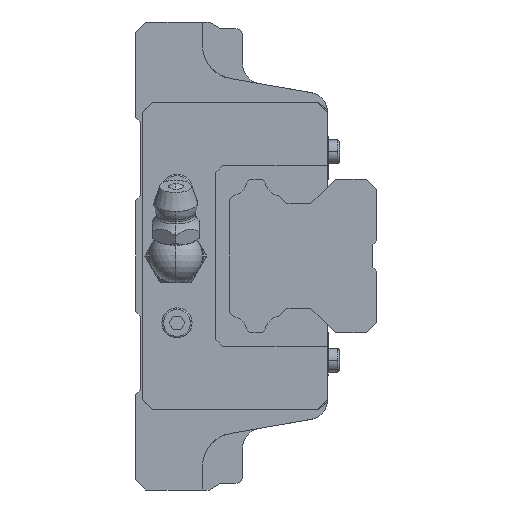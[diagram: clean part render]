
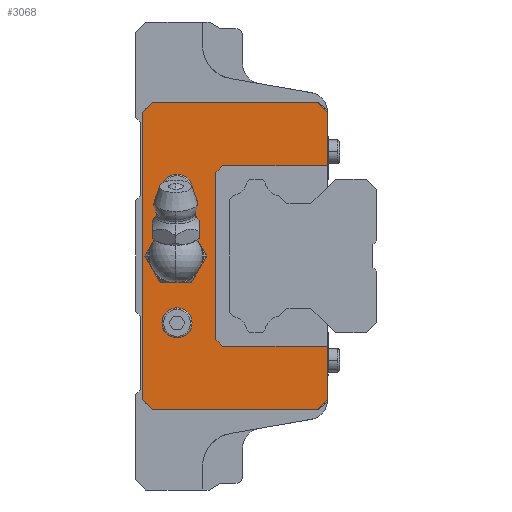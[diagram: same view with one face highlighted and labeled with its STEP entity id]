
A CAD part, left-side view. The second image highlights one B-rep face of the part: STEP entity #3068.
In plain terms, the highlighted planar face has unit normal (-1, 0, 0).
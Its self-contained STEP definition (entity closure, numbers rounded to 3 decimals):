
#2084 = VERTEX_POINT( '', #5989 );
#2442 = EDGE_CURVE( '', #4678, #5304, #6381, .T. );
#2558 = VERTEX_POINT( '', #6511 );
#2568 = EDGE_CURVE( '', #5660, #3990, #6522, .T. );
#2586 = EDGE_CURVE( '', #4238, #3846, #6541, .T. );
#2594 = EDGE_CURVE( '', #3846, #5322, #6550, .T. );
#2606 = EDGE_CURVE( '', #5752, #5660, #6562, .T. );
#2742 = EDGE_CURVE( '', #4388, #3498, #6714, .T. );
#2750 = EDGE_CURVE( '', #4016, #4678, #6723, .T. );
#2902 = EDGE_CURVE( '', #4260, #4990, #6891, .T. );
#3068 = ADVANCED_FACE( '', ( #7078, #7079, #7080, #7081 ), #7082, .F. );
#3240 = EDGE_CURVE( '', #3974, #4084, #7267, .T. );
#3354 = EDGE_CURVE( '', #4200, #4744, #7393, .T. );
#3380 = EDGE_CURVE( '', #4744, #4200, #7423, .T. );
#3498 = VERTEX_POINT( '', #7549 );
#3708 = EDGE_CURVE( '', #4084, #3974, #7779, .T. );
#3846 = VERTEX_POINT( '', #7930 );
#3928 = VERTEX_POINT( '', #8020 );
#3940 = EDGE_CURVE( '', #2558, #2084, #8033, .T. );
#3974 = VERTEX_POINT( '', #8069 );
#3990 = VERTEX_POINT( '', #8086 );
#4016 = VERTEX_POINT( '', #8113 );
#4084 = VERTEX_POINT( '', #8189 );
#4140 = EDGE_CURVE( '', #3990, #3928, #8246, .T. );
#4200 = VERTEX_POINT( '', #8311 );
#4214 = EDGE_CURVE( '', #5304, #2558, #8327, .T. );
#4238 = VERTEX_POINT( '', #8353 );
#4260 = VERTEX_POINT( '', #8376 );
#4388 = VERTEX_POINT( '', #8512 );
#4678 = VERTEX_POINT( '', #8831 );
#4744 = VERTEX_POINT( '', #8905 );
#4834 = EDGE_CURVE( '', #4990, #4238, #9007, .T. );
#4844 = EDGE_CURVE( '', #4016, #4260, #9018, .T. );
#4910 = EDGE_CURVE( '', #3498, #4388, #9089, .T. );
#4990 = VERTEX_POINT( '', #9177 );
#5150 = EDGE_CURVE( '', #5322, #5752, #9357, .T. );
#5264 = EDGE_CURVE( '', #2084, #3928, #9479, .T. );
#5304 = VERTEX_POINT( '', #9525 );
#5322 = VERTEX_POINT( '', #9543 );
#5660 = VERTEX_POINT( '', #9914 );
#5752 = VERTEX_POINT( '', #10015 );
#5989 = CARTESIAN_POINT( '', ( 50.45, 23., 13.5 ) );
#6381 = LINE( '', #10897, #10898 );
#6511 = CARTESIAN_POINT( '', ( 50.45, 24., 12.5 ) );
#6522 = LINE( '', #11119, #11120 );
#6541 = LINE( '', #11147, #11148 );
#6550 = LINE( '', #11159, #11160 );
#6562 = LINE( '', #11180, #11181 );
#6714 = CIRCLE( '', #11404, 2.25 );
#6723 = LINE( '', #11416, #11417 );
#6891 = LINE( '', #11649, #11650 );
#7078 = FACE_BOUND( '', #11912, .T. );
#7079 = FACE_BOUND( '', #11913, .T. );
#7080 = FACE_BOUND( '', #11914, .T. );
#7081 = FACE_OUTER_BOUND( '', #11915, .T. );
#7082 = PLANE( '', #11916 );
#7267 = CIRCLE( '', #12175, 2.25 );
#7393 = CIRCLE( '', #12349, 3. );
#7423 = CIRCLE( '', #12387, 3. );
#7549 = CARTESIAN_POINT( '', ( 50.45, 27.567, 10. ) );
#7779 = CIRCLE( '', #12918, 2.25 );
#7930 = CARTESIAN_POINT( '', ( 50.45, 35., -21.5 ) );
#8020 = CARTESIAN_POINT( '', ( 50.45, 7.317, 13.5 ) );
#8033 = LINE( '', #13306, #13307 );
#8069 = CARTESIAN_POINT( '', ( 50.45, 32.067, -10. ) );
#8086 = CARTESIAN_POINT( '', ( 50.45, 7.317, 21.5 ) );
#8113 = CARTESIAN_POINT( '', ( 50.45, 7.317, -13.5 ) );
#8189 = CARTESIAN_POINT( '', ( 50.45, 27.567, -10. ) );
#8246 = LINE( '', #13679, #13680 );
#8311 = CARTESIAN_POINT( '', ( 50.45, 27., 0. ) );
#8327 = LINE( '', #13775, #13776 );
#8353 = CARTESIAN_POINT( '', ( 50.45, 33.5, -23. ) );
#8376 = CARTESIAN_POINT( '', ( 50.45, 7.317, -21.5 ) );
#8512 = CARTESIAN_POINT( '', ( 50.45, 32.067, 10. ) );
#8831 = CARTESIAN_POINT( '', ( 50.45, 23., -13.5 ) );
#8905 = CARTESIAN_POINT( '', ( 50.45, 33., 0. ) );
#9007 = LINE( '', #14856, #14857 );
#9018 = LINE( '', #14871, #14872 );
#9089 = CIRCLE( '', #14974, 2.25 );
#9177 = CARTESIAN_POINT( '', ( 50.45, 8.817, -23. ) );
#9357 = LINE( '', #15342, #15343 );
#9479 = LINE( '', #15544, #15545 );
#9525 = CARTESIAN_POINT( '', ( 50.45, 24., -12.5 ) );
#9543 = CARTESIAN_POINT( '', ( 50.45, 35., 21.5 ) );
#9914 = CARTESIAN_POINT( '', ( 50.45, 8.817, 23. ) );
#10015 = CARTESIAN_POINT( '', ( 50.45, 33.5, 23. ) );
#10897 = CARTESIAN_POINT( '', ( 50.45, 22., -14.5 ) );
#10898 = VECTOR( '', #17117, 1. );
#11119 = CARTESIAN_POINT( '', ( 50.45, 2.238, 16.421 ) );
#11120 = VECTOR( '', #17282, 1. );
#11147 = CARTESIAN_POINT( '', ( 50.45, 33., -23.5 ) );
#11148 = VECTOR( '', #17298, 1. );
#11159 = CARTESIAN_POINT( '', ( 50.45, 35., 10.75 ) );
#11160 = VECTOR( '', #17310, 1. );
#11180 = CARTESIAN_POINT( '', ( 50.45, 7.059, 23. ) );
#11181 = VECTOR( '', #17317, 1. );
#11404 = AXIS2_PLACEMENT_3D( '', #17510, #17511, #17512 );
#11416 = CARTESIAN_POINT( '', ( 50.45, 6.409, -13.5 ) );
#11417 = VECTOR( '', #17523, 1. );
#11649 = CARTESIAN_POINT( '', ( 50.45, 1.488, -15.671 ) );
#11650 = VECTOR( '', #17691, 1. );
#11912 = EDGE_LOOP( '', ( #17920, #17921 ) );
#11913 = EDGE_LOOP( '', ( #17922, #17923 ) );
#11914 = EDGE_LOOP( '', ( #17924, #17925 ) );
#11915 = EDGE_LOOP( '', ( #17926, #17927, #17928, #17929, #17930, #17931, #17932, #17933, #17934, #17935, #17936, #17937, #17938, #17939 ) );
#11916 = AXIS2_PLACEMENT_3D( '', #17940, #17941, #17942 );
#12175 = AXIS2_PLACEMENT_3D( '', #18117, #18118, #18119 );
#12349 = AXIS2_PLACEMENT_3D( '', #18276, #18277, #18278 );
#12387 = AXIS2_PLACEMENT_3D( '', #18317, #18318, #18319 );
#12918 = AXIS2_PLACEMENT_3D( '', #18708, #18709, #18710 );
#13306 = CARTESIAN_POINT( '', ( 50.45, 22.5, 14. ) );
#13307 = VECTOR( '', #18977, 1. );
#13679 = CARTESIAN_POINT( '', ( 50.45, 7.317, -8.9 ) );
#13680 = VECTOR( '', #19148, 1. );
#13775 = CARTESIAN_POINT( '', ( 50.45, 24., -6.25 ) );
#13776 = VECTOR( '', #19232, 1. );
#14856 = CARTESIAN_POINT( '', ( 50.45, 19.5, -23. ) );
#14857 = VECTOR( '', #19996, 1. );
#14871 = CARTESIAN_POINT( '', ( 50.45, 7.317, -8.9 ) );
#14872 = VECTOR( '', #20007, 1. );
#14974 = AXIS2_PLACEMENT_3D( '', #20074, #20075, #20076 );
#15342 = CARTESIAN_POINT( '', ( 50.45, 32.25, 24.25 ) );
#15343 = VECTOR( '', #20383, 1. );
#15544 = CARTESIAN_POINT( '', ( 50.45, 14.25, 13.5 ) );
#15545 = VECTOR( '', #20555, 1. );
#17117 = DIRECTION( '', ( 0., 0.707, 0.707 ) );
#17282 = DIRECTION( '', ( 0., -0.707, -0.707 ) );
#17298 = DIRECTION( '', ( 0., 0.707, 0.707 ) );
#17310 = DIRECTION( '', ( 0., 0., 1. ) );
#17317 = DIRECTION( '', ( 0., -1., 0. ) );
#17510 = CARTESIAN_POINT( '', ( 50.45, 29.817, 10. ) );
#17511 = DIRECTION( '', ( 1., 0., 0. ) );
#17512 = DIRECTION( '', ( 0., 1., 0. ) );
#17523 = DIRECTION( '', ( 0., 1., 0. ) );
#17691 = DIRECTION( '', ( 0., 0.707, -0.707 ) );
#17920 = ORIENTED_EDGE( '', *, *, #3380, .T. );
#17921 = ORIENTED_EDGE( '', *, *, #3354, .T. );
#17922 = ORIENTED_EDGE( '', *, *, #2742, .T. );
#17923 = ORIENTED_EDGE( '', *, *, #4910, .T. );
#17924 = ORIENTED_EDGE( '', *, *, #3240, .T. );
#17925 = ORIENTED_EDGE( '', *, *, #3708, .T. );
#17926 = ORIENTED_EDGE( '', *, *, #2750, .T. );
#17927 = ORIENTED_EDGE( '', *, *, #2442, .T. );
#17928 = ORIENTED_EDGE( '', *, *, #4214, .T. );
#17929 = ORIENTED_EDGE( '', *, *, #3940, .T. );
#17930 = ORIENTED_EDGE( '', *, *, #5264, .T. );
#17931 = ORIENTED_EDGE( '', *, *, #4140, .F. );
#17932 = ORIENTED_EDGE( '', *, *, #2568, .F. );
#17933 = ORIENTED_EDGE( '', *, *, #2606, .F. );
#17934 = ORIENTED_EDGE( '', *, *, #5150, .F. );
#17935 = ORIENTED_EDGE( '', *, *, #2594, .F. );
#17936 = ORIENTED_EDGE( '', *, *, #2586, .F. );
#17937 = ORIENTED_EDGE( '', *, *, #4834, .F. );
#17938 = ORIENTED_EDGE( '', *, *, #2902, .F. );
#17939 = ORIENTED_EDGE( '', *, *, #4844, .F. );
#17940 = CARTESIAN_POINT( '', ( 50.45, 5.5, 0. ) );
#17941 = DIRECTION( '', ( 1., 0., 0. ) );
#17942 = DIRECTION( '', ( 0., 0., -1. ) );
#18117 = CARTESIAN_POINT( '', ( 50.45, 29.817, -10. ) );
#18118 = DIRECTION( '', ( 1., 0., 0. ) );
#18119 = DIRECTION( '', ( 0., 1., 0. ) );
#18276 = CARTESIAN_POINT( '', ( 50.45, 30., 0. ) );
#18277 = DIRECTION( '', ( 1., 0., 0. ) );
#18278 = DIRECTION( '', ( 0., 1., 0. ) );
#18317 = CARTESIAN_POINT( '', ( 50.45, 30., 0. ) );
#18318 = DIRECTION( '', ( 1., 0., 0. ) );
#18319 = DIRECTION( '', ( 0., 1., 0. ) );
#18708 = CARTESIAN_POINT( '', ( 50.45, 29.817, -10. ) );
#18709 = DIRECTION( '', ( 1., 0., 0. ) );
#18710 = DIRECTION( '', ( 0., 1., 0. ) );
#18977 = DIRECTION( '', ( 0., -0.707, 0.707 ) );
#19148 = DIRECTION( '', ( 0., 0., -1. ) );
#19232 = DIRECTION( '', ( 0., 0., 1. ) );
#19996 = DIRECTION( '', ( 0., 1., 0. ) );
#20007 = DIRECTION( '', ( 0., 0., -1. ) );
#20074 = CARTESIAN_POINT( '', ( 50.45, 29.817, 10. ) );
#20075 = DIRECTION( '', ( 1., 0., 0. ) );
#20076 = DIRECTION( '', ( 0., 1., 0. ) );
#20383 = DIRECTION( '', ( 0., -0.707, 0.707 ) );
#20555 = DIRECTION( '', ( 0., -1., 0. ) );
